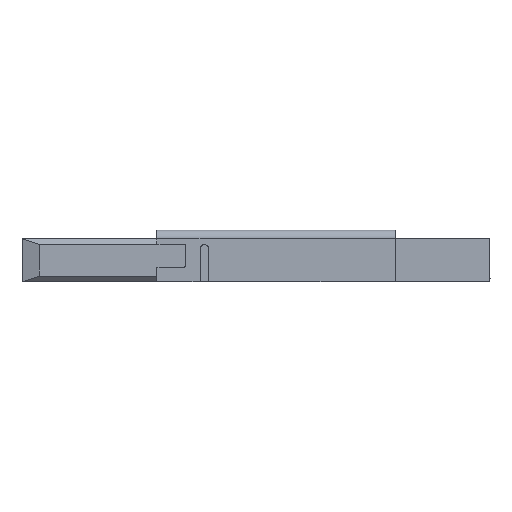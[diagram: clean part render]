
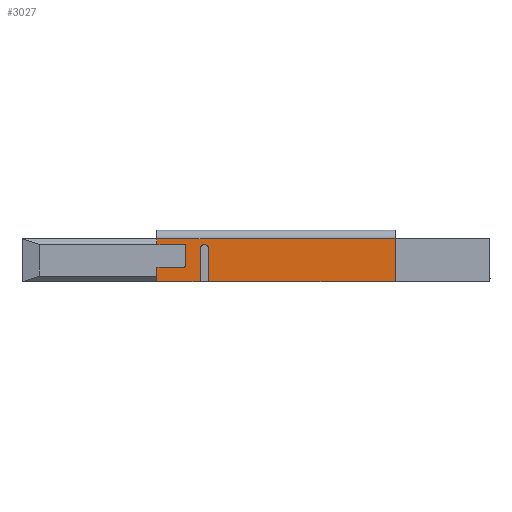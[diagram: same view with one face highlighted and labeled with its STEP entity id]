
A CAD part, left-side view. The second image highlights one B-rep face of the part: STEP entity #3027.
In plain terms, the highlighted planar face has unit normal (-1, 0, 0).
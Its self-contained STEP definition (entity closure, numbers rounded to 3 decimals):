
#12 = VECTOR ( 'NONE', #10361, 1000. ) ;
#24 = VECTOR ( 'NONE', #1063, 1000. ) ;
#203 = EDGE_CURVE ( 'NONE', #3737, #12418, #2618, .T. ) ;
#207 = CARTESIAN_POINT ( 'NONE',  ( -8.2, 1.8, 1.15 ) ) ;
#284 = ORIENTED_EDGE ( 'NONE', *, *, #6020, .F. ) ;
#345 = LINE ( 'NONE', #10185, #6221 ) ;
#384 = ORIENTED_EDGE ( 'NONE', *, *, #10225, .F. ) ;
#458 = CIRCLE ( 'NONE', #12642, 0.15 ) ;
#732 = EDGE_CURVE ( 'NONE', #6799, #12875, #9329, .T. ) ;
#850 = VECTOR ( 'NONE', #1915, 1000. ) ;
#863 = CARTESIAN_POINT ( 'NONE',  ( -8.2, 1.95, 0. ) ) ;
#962 = ORIENTED_EDGE ( 'NONE', *, *, #9797, .F. ) ;
#997 = ORIENTED_EDGE ( 'NONE', *, *, #3800, .F. ) ;
#1035 = DIRECTION ( 'NONE',  ( 0., 1., 0. ) ) ;
#1045 = EDGE_CURVE ( 'NONE', #2127, #6392, #6871, .T. ) ;
#1063 = DIRECTION ( 'NONE',  ( 0., 0., 1. ) ) ;
#1181 = CARTESIAN_POINT ( 'NONE',  ( -8.2, 3.45, 1.8 ) ) ;
#1192 = CARTESIAN_POINT ( 'NONE',  ( -8.2, 3.45, 1.5 ) ) ;
#1323 = DIRECTION ( 'NONE',  ( 0., 0., 1. ) ) ;
#1443 = DIRECTION ( 'NONE',  ( 0., 1., 0. ) ) ;
#1504 = PLANE ( 'NONE',  #11272 ) ;
#1550 = CARTESIAN_POINT ( 'NONE',  ( -8.2, 3.45, 1.8 ) ) ;
#1800 = ORIENTED_EDGE ( 'NONE', *, *, #10785, .F. ) ;
#1915 = DIRECTION ( 'NONE',  ( 0., 1., 0. ) ) ;
#2127 = VERTEX_POINT ( 'NONE', #7257 ) ;
#2236 = CARTESIAN_POINT ( 'NONE',  ( -8.2, 3.45, 0. ) ) ;
#2324 = VERTEX_POINT ( 'NONE', #7494 ) ;
#2618 = LINE ( 'NONE', #8643, #24 ) ;
#2650 = DIRECTION ( 'NONE',  ( 0., 0., -1. ) ) ;
#2844 = VERTEX_POINT ( 'NONE', #2236 ) ;
#2996 = DIRECTION ( 'NONE',  ( -1., 0., 0. ) ) ;
#3017 = EDGE_CURVE ( 'NONE', #3844, #6285, #12152, .T. ) ;
#3027 = ADVANCED_FACE ( 'NONE', ( #11472 ), #1504, .F. ) ;
#3333 = CARTESIAN_POINT ( 'NONE',  ( -8.2, 2.45, 0.6 ) ) ;
#3571 = DIRECTION ( 'NONE',  ( 0., 0., -1. ) ) ;
#3690 = ORIENTED_EDGE ( 'NONE', *, *, #7060, .F. ) ;
#3737 = VERTEX_POINT ( 'NONE', #3333 ) ;
#3765 = LINE ( 'NONE', #1181, #12254 ) ;
#3800 = EDGE_CURVE ( 'NONE', #6799, #4778, #345, .T. ) ;
#3844 = VERTEX_POINT ( 'NONE', #7999 ) ;
#4180 = DIRECTION ( 'NONE',  ( 0., 1., 0. ) ) ;
#4188 = ORIENTED_EDGE ( 'NONE', *, *, #203, .F. ) ;
#4343 = VECTOR ( 'NONE', #5782, 1000. ) ;
#4553 = DIRECTION ( 'NONE',  ( 0., 0., -1. ) ) ;
#4704 = CARTESIAN_POINT ( 'NONE',  ( -8.2, -4.85, 0. ) ) ;
#4778 = VERTEX_POINT ( 'NONE', #4704 ) ;
#4891 = ORIENTED_EDGE ( 'NONE', *, *, #9840, .T. ) ;
#5223 = CARTESIAN_POINT ( 'NONE',  ( -8.2, 3.45, 1.5 ) ) ;
#5513 = CARTESIAN_POINT ( 'NONE',  ( -8.2, 2.55, 0.6 ) ) ;
#5782 = DIRECTION ( 'NONE',  ( 0., 0., 1. ) ) ;
#6020 = EDGE_CURVE ( 'NONE', #12418, #9915, #13792, .T. ) ;
#6180 = ORIENTED_EDGE ( 'NONE', *, *, #12062, .T. ) ;
#6221 = VECTOR ( 'NONE', #3571, 1000. ) ;
#6246 = VECTOR ( 'NONE', #4180, 1000. ) ;
#6285 = VERTEX_POINT ( 'NONE', #863 ) ;
#6392 = VERTEX_POINT ( 'NONE', #6556 ) ;
#6556 = CARTESIAN_POINT ( 'NONE',  ( -8.2, 2.55, 0.5 ) ) ;
#6637 = DIRECTION ( 'NONE',  ( 0., 0., 1. ) ) ;
#6720 = DIRECTION ( 'NONE',  ( 0., -1., 0. ) ) ;
#6799 = VERTEX_POINT ( 'NONE', #12665 ) ;
#6871 = LINE ( 'NONE', #13055, #12781 ) ;
#6876 = CARTESIAN_POINT ( 'NONE',  ( -8.2, 1.65, 1.15 ) ) ;
#6929 = LINE ( 'NONE', #13014, #6246 ) ;
#6940 = VECTOR ( 'NONE', #11392, 1000. ) ;
#7049 = CARTESIAN_POINT ( 'NONE',  ( -8.2, 3.45, 1.3 ) ) ;
#7060 = EDGE_CURVE ( 'NONE', #6392, #3737, #12307, .T. ) ;
#7257 = CARTESIAN_POINT ( 'NONE',  ( -8.2, 3.45, 0.5 ) ) ;
#7289 = LINE ( 'NONE', #10214, #4343 ) ;
#7387 = AXIS2_PLACEMENT_3D ( 'NONE', #5513, #13274, #6637 ) ;
#7494 = CARTESIAN_POINT ( 'NONE',  ( -8.2, 1.8, 1.3 ) ) ;
#7585 = ORIENTED_EDGE ( 'NONE', *, *, #7699, .F. ) ;
#7659 = CARTESIAN_POINT ( 'NONE',  ( -8.2, 3.45, 0. ) ) ;
#7699 = EDGE_CURVE ( 'NONE', #2324, #3844, #9824, .T. ) ;
#7910 = VECTOR ( 'NONE', #1443, 1000. ) ;
#7951 = DIRECTION ( 'NONE',  ( -1., 0., 0. ) ) ;
#7999 = CARTESIAN_POINT ( 'NONE',  ( -8.2, 1.95, 1.15 ) ) ;
#8077 = CARTESIAN_POINT ( 'NONE',  ( -8.2, 2.45, 1.3 ) ) ;
#8643 = CARTESIAN_POINT ( 'NONE',  ( -8.2, 2.45, 0.6 ) ) ;
#9093 = CARTESIAN_POINT ( 'NONE',  ( -8.2, 3.45, 1.8 ) ) ;
#9191 = CARTESIAN_POINT ( 'NONE',  ( -8.2, 1.95, 1.15 ) ) ;
#9294 = DIRECTION ( 'NONE',  ( 1., 0., 0. ) ) ;
#9329 = LINE ( 'NONE', #5223, #850 ) ;
#9367 = CARTESIAN_POINT ( 'NONE',  ( -8.2, 1.65, 0. ) ) ;
#9628 = CARTESIAN_POINT ( 'NONE',  ( -8.2, 1.8, 1.15 ) ) ;
#9707 = LINE ( 'NONE', #7659, #12664 ) ;
#9797 = EDGE_CURVE ( 'NONE', #13857, #12187, #7289, .T. ) ;
#9824 = CIRCLE ( 'NONE', #10283, 0.15 ) ;
#9840 = EDGE_CURVE ( 'NONE', #2127, #2844, #10248, .T. ) ;
#9915 = VERTEX_POINT ( 'NONE', #7049 ) ;
#10185 = CARTESIAN_POINT ( 'NONE',  ( -8.2, -4.85, 1.8 ) ) ;
#10214 = CARTESIAN_POINT ( 'NONE',  ( -8.2, 1.65, 0. ) ) ;
#10225 = EDGE_CURVE ( 'NONE', #4778, #13857, #6929, .T. ) ;
#10248 = LINE ( 'NONE', #9093, #6940 ) ;
#10283 = AXIS2_PLACEMENT_3D ( 'NONE', #9628, #2996, #10744 ) ;
#10361 = DIRECTION ( 'NONE',  ( 0., 0., -1. ) ) ;
#10744 = DIRECTION ( 'NONE',  ( 0., 0., 1. ) ) ;
#10785 = EDGE_CURVE ( 'NONE', #6285, #2844, #9707, .T. ) ;
#11272 = AXIS2_PLACEMENT_3D ( 'NONE', #1550, #9294, #2650 ) ;
#11330 = ORIENTED_EDGE ( 'NONE', *, *, #12124, .F. ) ;
#11392 = DIRECTION ( 'NONE',  ( 0., 0., -1. ) ) ;
#11466 = ORIENTED_EDGE ( 'NONE', *, *, #732, .T. ) ;
#11472 = FACE_OUTER_BOUND ( 'NONE', #13549, .T. ) ;
#12062 = EDGE_CURVE ( 'NONE', #12875, #9915, #3765, .T. ) ;
#12124 = EDGE_CURVE ( 'NONE', #12187, #2324, #458, .T. ) ;
#12152 = LINE ( 'NONE', #9191, #12 ) ;
#12187 = VERTEX_POINT ( 'NONE', #6876 ) ;
#12254 = VECTOR ( 'NONE', #4553, 1000. ) ;
#12307 = CIRCLE ( 'NONE', #7387, 0.1 ) ;
#12418 = VERTEX_POINT ( 'NONE', #12741 ) ;
#12642 = AXIS2_PLACEMENT_3D ( 'NONE', #207, #7951, #1323 ) ;
#12664 = VECTOR ( 'NONE', #1035, 1000. ) ;
#12665 = CARTESIAN_POINT ( 'NONE',  ( -8.2, -4.85, 1.5 ) ) ;
#12741 = CARTESIAN_POINT ( 'NONE',  ( -8.2, 2.45, 1.3 ) ) ;
#12781 = VECTOR ( 'NONE', #6720, 1000. ) ;
#12875 = VERTEX_POINT ( 'NONE', #1192 ) ;
#13014 = CARTESIAN_POINT ( 'NONE',  ( -8.2, 3.45, 0. ) ) ;
#13055 = CARTESIAN_POINT ( 'NONE',  ( -8.2, 3.45, 0.5 ) ) ;
#13274 = DIRECTION ( 'NONE',  ( -1., 0., 0. ) ) ;
#13310 = ORIENTED_EDGE ( 'NONE', *, *, #1045, .F. ) ;
#13549 = EDGE_LOOP ( 'NONE', ( #1800, #14205, #7585, #11330, #962, #384, #997, #11466, #6180, #284, #4188, #3690, #13310, #4891 ) ) ;
#13792 = LINE ( 'NONE', #8077, #7910 ) ;
#13857 = VERTEX_POINT ( 'NONE', #9367 ) ;
#14205 = ORIENTED_EDGE ( 'NONE', *, *, #3017, .F. ) ;
